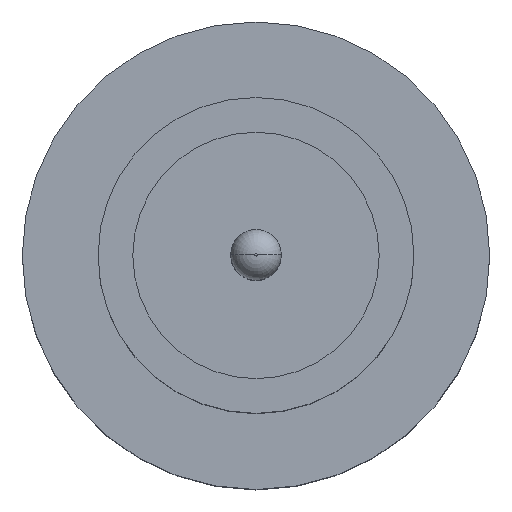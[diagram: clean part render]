
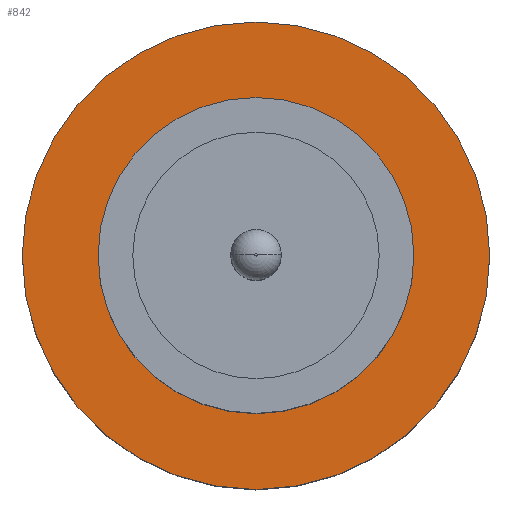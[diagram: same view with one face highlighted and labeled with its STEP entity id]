
A CAD part, top view. The second image highlights one B-rep face of the part: STEP entity #842.
In plain terms, the highlighted planar face has unit normal (0, 0, 1).
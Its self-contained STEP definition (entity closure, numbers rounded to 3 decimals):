
#4 = DIRECTION ( 'NONE',  ( 0., 0., 1. ) ) ;
#22 = EDGE_LOOP ( 'NONE', ( #252, #271 ) ) ;
#37 = CARTESIAN_POINT ( 'NONE',  ( -1.25, 0., 1.55 ) ) ;
#42 = DIRECTION ( 'NONE',  ( 0., 0., 1. ) ) ;
#58 = DIRECTION ( 'NONE',  ( 0., 0., 1. ) ) ;
#60 = FACE_OUTER_BOUND ( 'NONE', #705, .T. ) ;
#89 = CIRCLE ( 'NONE', #542, 1.85 ) ;
#109 = CARTESIAN_POINT ( 'NONE',  ( 0., 0., 1.55 ) ) ;
#126 = CIRCLE ( 'NONE', #890, 1.85 ) ;
#158 = EDGE_CURVE ( 'NONE', #897, #579, #853, .T. ) ;
#159 = DIRECTION ( 'NONE',  ( 0., 0., 1. ) ) ;
#166 = CARTESIAN_POINT ( 'NONE',  ( 1.25, 0., 1.55 ) ) ;
#209 = DIRECTION ( 'NONE',  ( 0., 0., 1. ) ) ;
#223 = EDGE_CURVE ( 'NONE', #652, #577, #126, .T. ) ;
#252 = ORIENTED_EDGE ( 'NONE', *, *, #337, .F. ) ;
#260 = DIRECTION ( 'NONE',  ( 1., 0., 0. ) ) ;
#264 = ORIENTED_EDGE ( 'NONE', *, *, #223, .T. ) ;
#271 = ORIENTED_EDGE ( 'NONE', *, *, #158, .F. ) ;
#321 = DIRECTION ( 'NONE',  ( 1., 0., 0. ) ) ;
#337 = EDGE_CURVE ( 'NONE', #579, #897, #518, .T. ) ;
#396 = CARTESIAN_POINT ( 'NONE',  ( 0., 0., 1.55 ) ) ;
#403 = CARTESIAN_POINT ( 'NONE',  ( 0., 0., 1.55 ) ) ;
#406 = ORIENTED_EDGE ( 'NONE', *, *, #460, .T. ) ;
#430 = CARTESIAN_POINT ( 'NONE',  ( -1.85, 0., 1.55 ) ) ;
#438 = CARTESIAN_POINT ( 'NONE',  ( 1.85, 0., 1.55 ) ) ;
#460 = EDGE_CURVE ( 'NONE', #577, #652, #89, .T. ) ;
#472 = FACE_BOUND ( 'NONE', #22, .T. ) ;
#518 = CIRCLE ( 'NONE', #903, 1.25 ) ;
#542 = AXIS2_PLACEMENT_3D ( 'NONE', #572, #159, #647 ) ;
#558 = AXIS2_PLACEMENT_3D ( 'NONE', #396, #209, #260 ) ;
#559 = DIRECTION ( 'NONE',  ( 1., 0., 0. ) ) ;
#572 = CARTESIAN_POINT ( 'NONE',  ( 0., 0., 1.55 ) ) ;
#577 = VERTEX_POINT ( 'NONE', #438 ) ;
#579 = VERTEX_POINT ( 'NONE', #166 ) ;
#645 = AXIS2_PLACEMENT_3D ( 'NONE', #109, #42, #321 ) ;
#647 = DIRECTION ( 'NONE',  ( 1., 0., 0. ) ) ;
#652 = VERTEX_POINT ( 'NONE', #430 ) ;
#705 = EDGE_LOOP ( 'NONE', ( #264, #406 ) ) ;
#725 = PLANE ( 'NONE',  #645 ) ;
#750 = CARTESIAN_POINT ( 'NONE',  ( 0., 0., 1.55 ) ) ;
#819 = DIRECTION ( 'NONE',  ( 1., 0., 0. ) ) ;
#842 = ADVANCED_FACE ( 'NONE', ( #472, #60 ), #725, .T. ) ;
#853 = CIRCLE ( 'NONE', #558, 1.25 ) ;
#890 = AXIS2_PLACEMENT_3D ( 'NONE', #750, #58, #819 ) ;
#897 = VERTEX_POINT ( 'NONE', #37 ) ;
#903 = AXIS2_PLACEMENT_3D ( 'NONE', #403, #4, #559 ) ;
